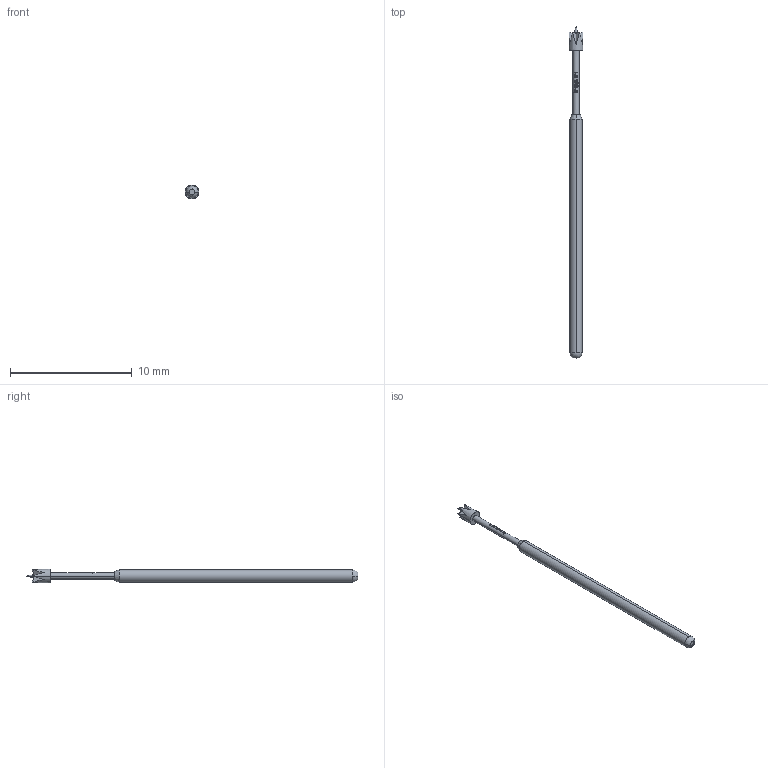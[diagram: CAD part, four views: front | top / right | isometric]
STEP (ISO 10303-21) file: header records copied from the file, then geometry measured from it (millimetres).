
FILE_DESCRIPTION (( 'STEP AP203' ), '1' );
FILE_NAME ('INGUN_GKS-101_224_115_A_xx00.STEP', '2021-11-02T07:44:05', ( 'ochi' ), ( '' ), 'SwSTEP 2.0', 'SolidWorks 2018', '' );
FILE_SCHEMA (( 'CONFIG_CONTROL_DESIGN' ));
Length unit declared in the file: millimetre
Products named in the file (1): INGUN_GKS-101_224_115_A_xx00
Bounding box: 1.15 x 27.3 x 1.15 mm (x, y, z)
Volume: 17.8 mm3; surface area: 79.5 mm2
Topology: 1 solids, 1 shells, 101 faces, 265 edges, 170 vertices
Faces by surface type: plane 45, bspline 22, cylinder 14, cone 11, torus 7, sphere 2
Entity records: 4788 total; most frequent: CARTESIAN_POINT 2705, ORIENTED_EDGE 522, EDGE_CURVE 261, DIRECTION 255, B_SPLINE_CURVE_WITH_KNOTS 180, VERTEX_POINT 170, AXIS2_PLACEMENT_3D 118, EDGE_LOOP 109
